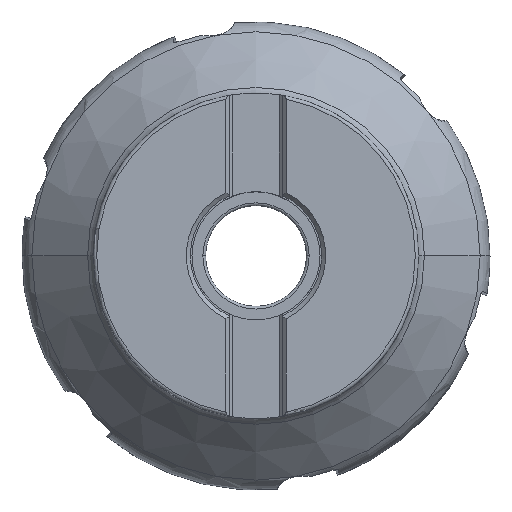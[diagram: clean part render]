
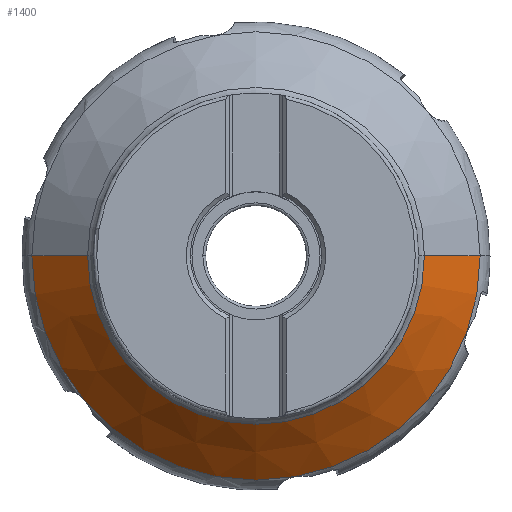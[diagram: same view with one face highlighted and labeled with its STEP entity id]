
A CAD part, top view. The second image highlights one B-rep face of the part: STEP entity #1400.
In plain terms, the highlighted conical face has half-angle 45 degrees and reference radius 58.408 mm.
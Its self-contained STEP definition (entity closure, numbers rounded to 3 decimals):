
#1400=ADVANCED_FACE('',(#2365),#2049,.T.);
#2049=CONICAL_SURFACE('',#16210,58.408,45.);
#2365=FACE_OUTER_BOUND('',#3289,.T.);
#3289=EDGE_LOOP('',(#7970,#7971,#7972,#7973));
#4172=LINE('',#35753,#4862);
#4173=LINE('',#35757,#4863);
#4862=VECTOR('',#18472,1.);
#4863=VECTOR('',#18475,1.);
#7970=ORIENTED_EDGE('',*,*,#13157,.T.);
#7971=ORIENTED_EDGE('',*,*,#13376,.F.);
#7972=ORIENTED_EDGE('',*,*,#13377,.F.);
#7973=ORIENTED_EDGE('',*,*,#13378,.T.);
#11423=VERTEX_POINT('',#29211);
#11424=VERTEX_POINT('',#29213);
#11618=VERTEX_POINT('',#35754);
#11619=VERTEX_POINT('',#35756);
#13157=EDGE_CURVE('',#11423,#11424,#14909,.T.);
#13376=EDGE_CURVE('',#11618,#11424,#4172,.T.);
#13377=EDGE_CURVE('',#11619,#11618,#14947,.T.);
#13378=EDGE_CURVE('',#11619,#11423,#4173,.T.);
#14909=CIRCLE('',#16085,66.706);
#14947=CIRCLE('',#16209,50.109);
#16085=AXIS2_PLACEMENT_3D('',#31101,#18132,#18133);
#16209=AXIS2_PLACEMENT_3D('',#35755,#18473,#18474);
#16210=AXIS2_PLACEMENT_3D('',#35758,#18476,#18477);
#18132=DIRECTION('',(0.,0.,1.));
#18133=DIRECTION('',(-1.,0.,0.));
#18472=DIRECTION('',(0.707,0.,-0.707));
#18473=DIRECTION('',(0.,0.,1.));
#18474=DIRECTION('',(-1.,0.,0.));
#18475=DIRECTION('',(-0.707,0.,-0.707));
#18476=DIRECTION('',(0.,0.,-1.));
#18477=DIRECTION('',(1.,0.,0.));
#29211=CARTESIAN_POINT('',(-66.706,0.,-38.572));
#29213=CARTESIAN_POINT('',(66.706,0.,-38.572));
#31101=CARTESIAN_POINT('',(0.,0.,-38.572));
#35753=CARTESIAN_POINT('',(66.706,0.,-38.572));
#35754=CARTESIAN_POINT('',(50.109,0.,-21.975));
#35755=CARTESIAN_POINT('',(0.,0.,-21.975));
#35756=CARTESIAN_POINT('',(-50.109,0.,-21.975));
#35757=CARTESIAN_POINT('',(-66.706,0.,-38.572));
#35758=CARTESIAN_POINT('',(0.,0.,-30.274));
